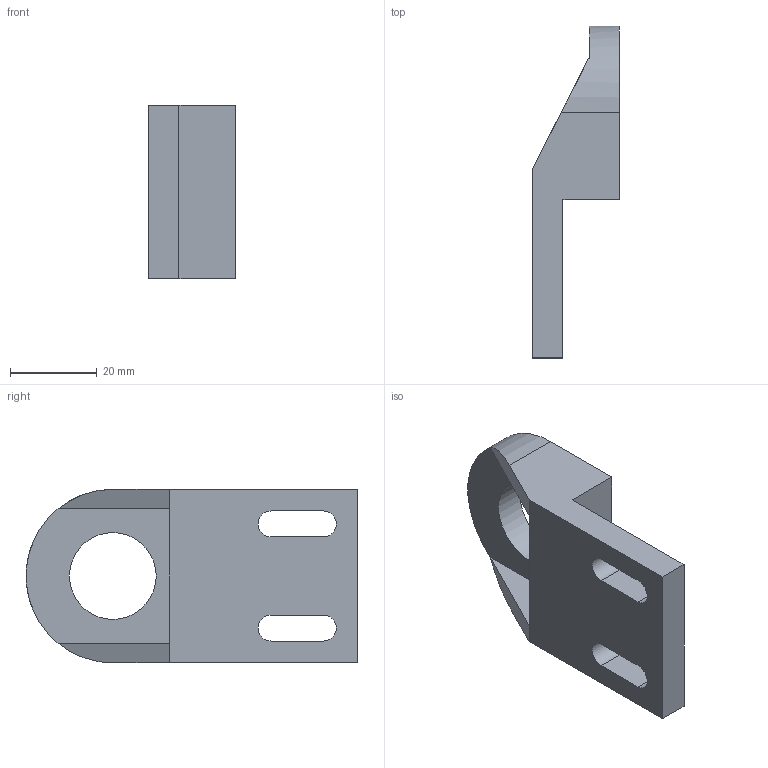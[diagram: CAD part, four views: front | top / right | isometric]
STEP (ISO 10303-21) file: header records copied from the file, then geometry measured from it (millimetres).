
FILE_DESCRIPTION(/* description */ ('STEP AP203'),/* implementation_level */ '2;1');
FILE_NAME(/* name */ 'SST18-26.stp',/* time_stamp */ '2022-07-12T13:48:31+02:00',/* author */ (''),/* organization */ (''),/* preprocessor_version */ 'ST-DEVELOPER v18.1',/* originating_system */ 'Autodesk Inventor 2021',/* authorisation */ '');
FILE_SCHEMA (('AUTOMOTIVE_DESIGN { 1 0 10303 214 3 1 1 }'));
Length unit declared in the file: millimetre
Products named in the file (1): SST18-26
Bounding box: 20 x 76.5 x 40 mm (x, y, z)
Volume: 21698.9 mm3; surface area: 9096.1 mm2
Topology: 1 solids, 1 shells, 23 faces, 61 edges, 40 vertices
Faces by surface type: plane 17, cylinder 6
Full cylindrical faces by diameter (mm): 20 x1
Entity records: 766 total; most frequent: CARTESIAN_POINT 125, DIRECTION 123, ORIENTED_EDGE 122, EDGE_CURVE 61, LINE 47, VECTOR 47, VERTEX_POINT 40, AXIS2_PLACEMENT_3D 38
